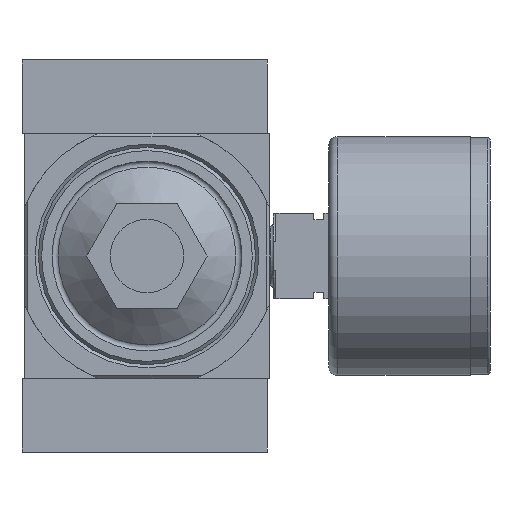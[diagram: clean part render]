
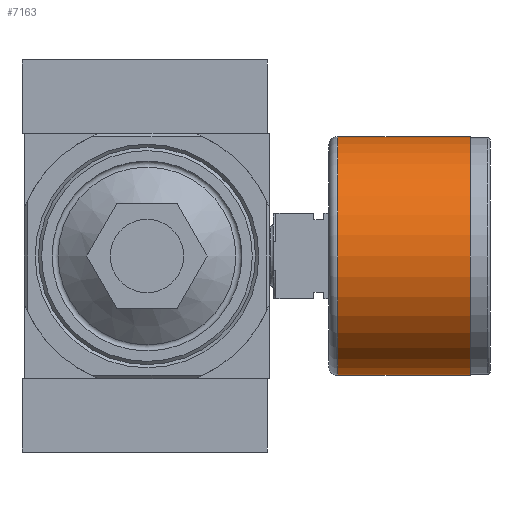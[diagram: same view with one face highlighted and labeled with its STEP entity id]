
A CAD part, front view. The second image highlights one B-rep face of the part: STEP entity #7163.
In plain terms, the highlighted cylindrical face has radius 19.5 mm (diameter 39 mm), a full revolution.
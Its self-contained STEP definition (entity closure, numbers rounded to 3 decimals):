
#322=CYLINDRICAL_SURFACE('',#7761,19.5);
#2086=ORIENTED_EDGE('',*,*,#3224,.F.);
#2087=ORIENTED_EDGE('',*,*,#3225,.T.);
#3224=EDGE_CURVE('',#3887,#3887,#4283,.T.);
#3225=EDGE_CURVE('',#3888,#3888,#4284,.T.);
#3887=VERTEX_POINT('',#11230);
#3888=VERTEX_POINT('',#11233);
#4283=CIRCLE('',#7760,19.5);
#4284=CIRCLE('',#7762,19.5);
#4693=EDGE_LOOP('',(#2086));
#4694=EDGE_LOOP('',(#2087));
#5226=FACE_BOUND('',#4693,.T.);
#5227=FACE_BOUND('',#4694,.T.);
#7163=ADVANCED_FACE('',(#5226,#5227),#322,.T.);
#7760=AXIS2_PLACEMENT_3D('',#11229,#9090,#9091);
#7761=AXIS2_PLACEMENT_3D('',#11231,#9092,#9093);
#7762=AXIS2_PLACEMENT_3D('',#11232,#9094,#9095);
#9090=DIRECTION('',(1.,0.,0.));
#9091=DIRECTION('',(0.,0.,-1.));
#9092=DIRECTION('',(1.,0.,0.));
#9093=DIRECTION('',(0.,0.,-1.));
#9094=DIRECTION('',(1.,0.,0.));
#9095=DIRECTION('',(0.,0.,-1.));
#11229=CARTESIAN_POINT('',(-3.2,0.,0.));
#11230=CARTESIAN_POINT('',(-3.2,0.,-19.5));
#11231=CARTESIAN_POINT('',(0.,0.,0.));
#11232=CARTESIAN_POINT('',(-24.85,0.,0.));
#11233=CARTESIAN_POINT('',(-24.85,0.,-19.5));
